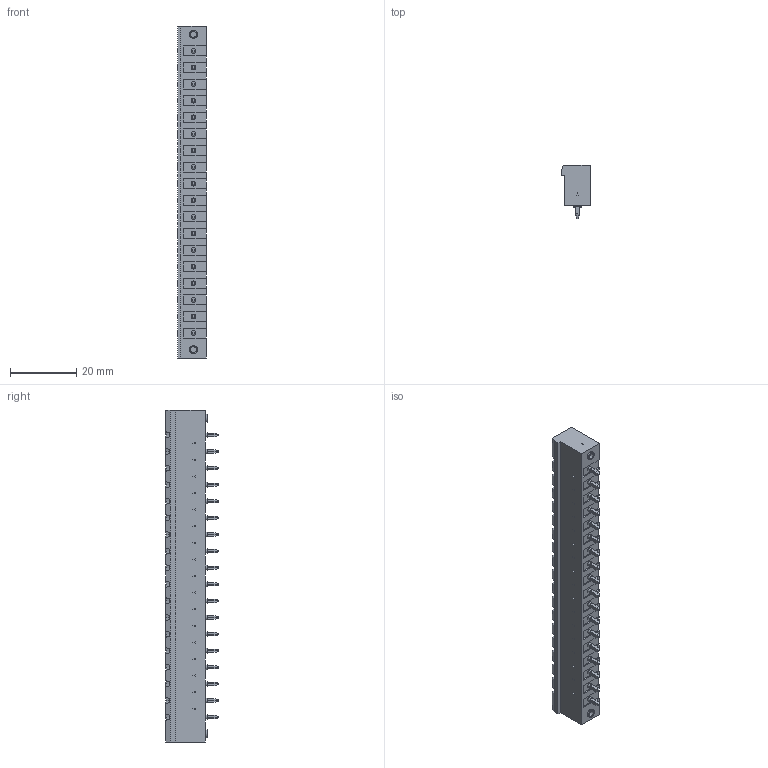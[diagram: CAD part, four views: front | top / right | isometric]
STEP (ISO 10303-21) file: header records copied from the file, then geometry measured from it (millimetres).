
FILE_DESCRIPTION(('SolidDesigner STEP Export'),'1');
FILE_NAME('mstbv_2.5-18-gf.stp','2000-11-08T 7:57:08',(''),(''), 'SolidDesigner STEP processor Version: 7.0(Mar 1999)for AP214(CD)(Solid Model)', 'CoCreate SolidDesigner: 08.01 19-Jun-2000(C) CoCreate Software GmbH','');
FILE_SCHEMA(('AUTOMOTIVE_DESIGN_CC2 {1 2 10303 214 -1 1 5 1}'));
Products named in the file (2): mstbv_2.5-18-gf
Assembly tree (1 placements, depth 2):
  mstbv_2.5-18-gf
    mstbv_2.5-18-gf
Bounding box: 8.6 x 15.9 x 100 mm (x, y, z)
Volume: 5218.3 mm3; surface area: 6912.9 mm2
Topology: 1 solids, 1 shells, 1904 faces, 4173 edges, 2369 vertices
Faces by surface type: plane 1725, cylinder 143, cone 36
Entity records: 57969 total; most frequent: ORIENTED_EDGE 8346, CARTESIAN_POINT 7175, DIRECTION 5975, EDGE_CURVE 4173, VECTOR 2701, LINE 2701, VERTEX_POINT 2369, EDGE_LOOP 2002
